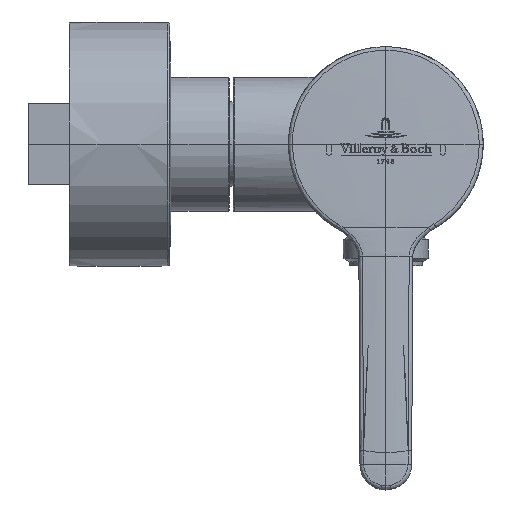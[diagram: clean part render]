
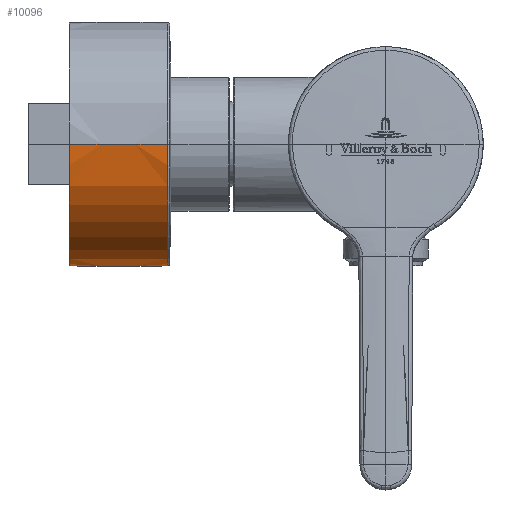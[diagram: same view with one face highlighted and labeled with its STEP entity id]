
A CAD part, left-side view. The second image highlights one B-rep face of the part: STEP entity #10096.
In plain terms, the highlighted free-form (B-spline) face has degree [3, 3] with [7, 4] control points.
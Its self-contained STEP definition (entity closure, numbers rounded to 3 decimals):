
#694=CARTESIAN_POINT('',(-644.873,-12.345,
0.));
#695=DIRECTION('',(0.,0.,1.));
#696=DIRECTION('',(1.,-0.02,0.));
#697=AXIS2_PLACEMENT_3D('',#694,#695,#696);
#699=CARTESIAN_POINT('',(494.873,-12.345,
0.));
#700=DIRECTION('',(0.,0.,-1.));
#701=DIRECTION('',(-1.,-0.02,0.));
#702=AXIS2_PLACEMENT_3D('',#699,#700,#701);
#704=CARTESIAN_POINT('',(-75.,-24.214,0.));
#705=DIRECTION('',(0.,1.,0.));
#706=DIRECTION('',(1.,0.,0.));
#707=AXIS2_PLACEMENT_3D('',#704,#705,#706);
#714=CARTESIAN_POINT('',(-75.,0.,0.));
#715=DIRECTION('',(0.,1.,0.));
#716=DIRECTION('',(1.,0.,0.));
#717=AXIS2_PLACEMENT_3D('',#714,#715,#716);
#8580=CARTESIAN_POINT('',(-44.99,-24.214,0.));
#8581=CARTESIAN_POINT('',(-45.,0.,0.));
#8582=VERTEX_POINT('',#8580);
#8583=VERTEX_POINT('',#8581);
#8584=CARTESIAN_POINT('',(-105.01,-24.214,0.));
#8585=CARTESIAN_POINT('',(-105.,0.,0.));
#8586=VERTEX_POINT('',#8584);
#8587=VERTEX_POINT('',#8585);
#10058=CARTESIAN_POINT('',(-104.931,0.484,
1.883));
#10059=CARTESIAN_POINT('',(-105.11,-7.909,
1.894));
#10060=CARTESIAN_POINT('',(-105.113,-16.305,
1.895));
#10061=CARTESIAN_POINT('',(-104.941,-24.699,
1.884));
#10062=CARTESIAN_POINT('',(-106.09,0.484,
-16.536));
#10063=CARTESIAN_POINT('',(-106.276,-7.909,
-16.635));
#10064=CARTESIAN_POINT('',(-106.279,-16.305,
-16.637));
#10065=CARTESIAN_POINT('',(-106.1,-24.699,
-16.542));
#10066=CARTESIAN_POINT('',(-93.456,0.484,
-29.99));
#10067=CARTESIAN_POINT('',(-93.566,-7.909,
-30.169));
#10068=CARTESIAN_POINT('',(-93.568,-16.305,
-30.173));
#10069=CARTESIAN_POINT('',(-93.462,-24.699,
-30.));
#10070=CARTESIAN_POINT('',(-75.,0.484,-29.99));
#10071=CARTESIAN_POINT('',(-75.,-7.909,-30.169));
#10072=CARTESIAN_POINT('',(-75.,-16.305,-30.173));
#10073=CARTESIAN_POINT('',(-75.,-24.699,-30.));
#10074=CARTESIAN_POINT('',(-56.544,0.484,
-29.99));
#10075=CARTESIAN_POINT('',(-56.434,-7.909,
-30.169));
#10076=CARTESIAN_POINT('',(-56.432,-16.305,
-30.173));
#10077=CARTESIAN_POINT('',(-56.538,-24.699,
-30.));
#10078=CARTESIAN_POINT('',(-43.91,0.484,
-16.536));
#10079=CARTESIAN_POINT('',(-43.724,-7.909,
-16.635));
#10080=CARTESIAN_POINT('',(-43.721,-16.305,
-16.637));
#10081=CARTESIAN_POINT('',(-43.9,-24.699,
-16.542));
#10082=CARTESIAN_POINT('',(-45.069,0.484,
1.883));
#10083=CARTESIAN_POINT('',(-44.89,-7.909,
1.894));
#10084=CARTESIAN_POINT('',(-44.887,-16.305,
1.895));
#10085=CARTESIAN_POINT('',(-45.059,-24.699,
1.884));
#10086=(BOUNDED_SURFACE()B_SPLINE_SURFACE(3,3,((#10058,#10059,#10060,#10061),(
#10062,#10063,#10064,#10065),(#10066,#10067,#10068,#10069),(#10070,#10071,
#10072,#10073),(#10074,#10075,#10076,#10077),(#10078,#10079,#10080,#10081),(
#10082,#10083,#10084,#10085)),.UNSPECIFIED.,.F.,.F.,.F.)B_SPLINE_SURFACE_WITH_KNOTS((4,3,4),(4,4),(0.,1.,2.),(0.,1.),.UNSPECIFIED.)GEOMETRIC_REPRESENTATION_ITEM()RATIONAL_B_SPLINE_SURFACE(((1.187,1.187,
1.187,1.187),(0.938,0.938,
0.938,0.938),(0.938,0.938,
0.938,0.938),(1.187,1.187,
1.187,1.187),(0.938,0.938,
0.938,0.938),(0.938,0.938,
0.938,0.938),(1.187,1.187,
1.187,1.187)))REPRESENTATION_ITEM('')SURFACE());
#10088=ORIENTED_EDGE('',*,*,#10087,.T.);
#10090=ORIENTED_EDGE('',*,*,#10089,.T.);
#10092=ORIENTED_EDGE('',*,*,#10091,.F.);
#10093=ORIENTED_EDGE('',*,*,#10044,.F.);
#10094=EDGE_LOOP('',(#10088,#10090,#10092,#10093));
#10095=FACE_OUTER_BOUND('',#10094,.F.);
#698=CIRCLE('',#697,600.);
#703=CIRCLE('',#702,600.);
#708=CIRCLE('',#707,30.01);
#718=CIRCLE('',#717,30.);
#10044=EDGE_CURVE('',#8582,#8586,#708,.T.);
#10087=EDGE_CURVE('',#8582,#8583,#698,.T.);
#10089=EDGE_CURVE('',#8583,#8587,#718,.T.);
#10091=EDGE_CURVE('',#8586,#8587,#703,.T.);
#10096=ADVANCED_FACE('',(#10095),#10086,.T.);
